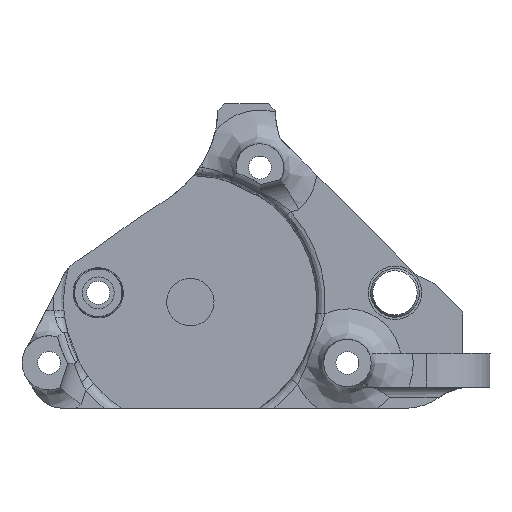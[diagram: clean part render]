
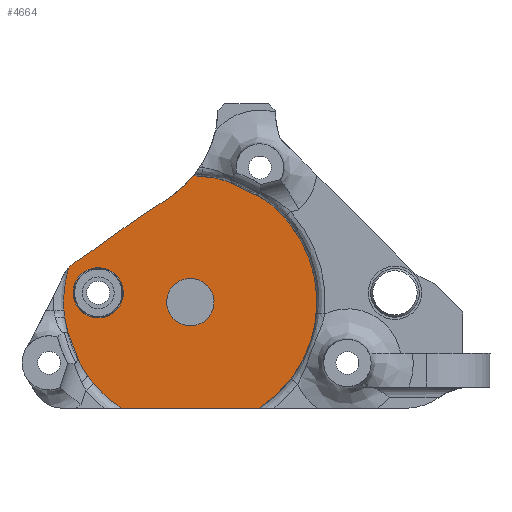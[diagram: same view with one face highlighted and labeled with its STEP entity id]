
A CAD part, front view. The second image highlights one B-rep face of the part: STEP entity #4664.
In plain terms, the highlighted planar face has unit normal (0, -1, 0).
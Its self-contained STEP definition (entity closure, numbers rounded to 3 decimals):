
#127=B_SPLINE_CURVE_WITH_KNOTS('',3,(#8362,#8363,#8364,#8365,#8366,#8367),
 .UNSPECIFIED.,.F.,.F.,(4,2,4),(0.119,0.17,0.234),
 .UNSPECIFIED.);
#129=B_SPLINE_CURVE_WITH_KNOTS('',3,(#8395,#8396,#8397,#8398),
 .UNSPECIFIED.,.F.,.F.,(4,4),(0.702,1.327),
 .UNSPECIFIED.);
#132=B_SPLINE_CURVE_WITH_KNOTS('',3,(#8439,#8440,#8441,#8442,#8443,#8444,
#8445,#8446,#8447,#8448),.UNSPECIFIED.,.F.,.F.,(4,2,2,2,4),(0.,0.083,
0.121,0.148,0.155),.UNSPECIFIED.);
#135=B_SPLINE_CURVE_WITH_KNOTS('',3,(#8489,#8490,#8491,#8492,#8493,#8494,
#8495,#8496,#8497,#8498,#8499,#8500,#8501,#8502,#8503,#8504,#8505,#8506,
#8507,#8508,#8509,#8510),.UNSPECIFIED.,.F.,.F.,(4,3,3,3,3,3,3,4),(0.,0.119,
0.239,0.359,0.455,0.487,
0.5,0.551),.UNSPECIFIED.);
#296=FACE_BOUND('',#873,.T.);
#297=FACE_BOUND('',#874,.T.);
#381=PLANE('',#5039);
#597=FACE_OUTER_BOUND('',#872,.T.);
#872=EDGE_LOOP('',(#3889,#3890,#3891,#3892,#3893,#3894,#3895,#3896,#3897,
#3898,#3899));
#873=EDGE_LOOP('',(#3900,#3901));
#874=EDGE_LOOP('',(#3902));
#1173=LINE('',#8516,#1515);
#1515=VECTOR('',#5880,10.);
#1797=CIRCLE('',#5014,18.7);
#1809=CIRCLE('',#5030,16.);
#1813=CIRCLE('',#5037,3.5);
#1814=CIRCLE('',#5038,3.5);
#1815=CIRCLE('',#5040,18.7);
#1816=CIRCLE('',#5041,191.5);
#1817=CIRCLE('',#5042,60.);
#1818=CIRCLE('',#5043,6.);
#1819=CIRCLE('',#5044,3.711);
#2130=VERTEX_POINT('',#8200);
#2135=VERTEX_POINT('',#8323);
#2138=VERTEX_POINT('',#8361);
#2140=VERTEX_POINT('',#8394);
#2143=VERTEX_POINT('',#8438);
#2146=VERTEX_POINT('',#8476);
#2147=VERTEX_POINT('',#8515);
#2181=VERTEX_POINT('',#8995);
#2182=VERTEX_POINT('',#8997);
#2191=VERTEX_POINT('',#9155);
#2192=VERTEX_POINT('',#9156);
#2193=VERTEX_POINT('',#9161);
#2194=VERTEX_POINT('',#9163);
#2195=VERTEX_POINT('',#9166);
#2724=EDGE_CURVE('',#2138,#2135,#127,.T.);
#2727=EDGE_CURVE('',#2140,#2138,#129,.T.);
#2731=EDGE_CURVE('',#2130,#2143,#132,.T.);
#2735=EDGE_CURVE('',#2143,#2146,#135,.T.);
#2737=EDGE_CURVE('',#2130,#2135,#1797,.T.);
#2738=EDGE_CURVE('',#2146,#2147,#1173,.T.);
#2783=EDGE_CURVE('',#2181,#2182,#1809,.T.);
#2798=EDGE_CURVE('',#2191,#2192,#1813,.T.);
#2799=EDGE_CURVE('',#2192,#2191,#1814,.T.);
#2800=EDGE_CURVE('',#2182,#2147,#1815,.T.);
#2801=EDGE_CURVE('',#2193,#2181,#1816,.T.);
#2802=EDGE_CURVE('',#2194,#2193,#1817,.T.);
#2803=EDGE_CURVE('',#2194,#2140,#1818,.T.);
#2804=EDGE_CURVE('',#2195,#2195,#1819,.T.);
#3889=ORIENTED_EDGE('',*,*,#2738,.T.);
#3890=ORIENTED_EDGE('',*,*,#2800,.F.);
#3891=ORIENTED_EDGE('',*,*,#2783,.F.);
#3892=ORIENTED_EDGE('',*,*,#2801,.F.);
#3893=ORIENTED_EDGE('',*,*,#2802,.F.);
#3894=ORIENTED_EDGE('',*,*,#2803,.T.);
#3895=ORIENTED_EDGE('',*,*,#2727,.T.);
#3896=ORIENTED_EDGE('',*,*,#2724,.T.);
#3897=ORIENTED_EDGE('',*,*,#2737,.F.);
#3898=ORIENTED_EDGE('',*,*,#2731,.T.);
#3899=ORIENTED_EDGE('',*,*,#2735,.T.);
#3900=ORIENTED_EDGE('',*,*,#2798,.F.);
#3901=ORIENTED_EDGE('',*,*,#2799,.F.);
#3902=ORIENTED_EDGE('',*,*,#2804,.F.);
#4664=ADVANCED_FACE('',(#597,#296,#297),#381,.T.);
#5014=AXIS2_PLACEMENT_3D('',#8513,#5876,#5877);
#5030=AXIS2_PLACEMENT_3D('',#8998,#5920,#5921);
#5037=AXIS2_PLACEMENT_3D('',#9157,#5938,#5939);
#5038=AXIS2_PLACEMENT_3D('',#9158,#5940,#5941);
#5039=AXIS2_PLACEMENT_3D('',#9159,#5942,#5943);
#5040=AXIS2_PLACEMENT_3D('',#9160,#5944,#5945);
#5041=AXIS2_PLACEMENT_3D('',#9162,#5946,#5947);
#5042=AXIS2_PLACEMENT_3D('',#9164,#5948,#5949);
#5043=AXIS2_PLACEMENT_3D('',#9165,#5950,#5951);
#5044=AXIS2_PLACEMENT_3D('',#9167,#5952,#5953);
#5876=DIRECTION('center_axis',(0.,1.,0.));
#5877=DIRECTION('ref_axis',(0.051,0.,-0.999));
#5880=DIRECTION('',(1.,0.,0.));
#5920=DIRECTION('center_axis',(0.,-1.,
0.));
#5921=DIRECTION('ref_axis',(0.892,0.,-0.451));
#5938=DIRECTION('center_axis',(0.,-1.,
0.));
#5939=DIRECTION('ref_axis',(0.051,0.,-0.999));
#5940=DIRECTION('center_axis',(0.,-1.,
0.));
#5941=DIRECTION('ref_axis',(0.051,0.,-0.999));
#5942=DIRECTION('center_axis',(0.,-1.,
0.));
#5943=DIRECTION('ref_axis',(0.051,0.,-0.999));
#5944=DIRECTION('center_axis',(0.,1.,0.));
#5945=DIRECTION('ref_axis',(0.051,0.,-0.999));
#5946=DIRECTION('center_axis',(0.,1.,0.));
#5947=DIRECTION('ref_axis',(-1.,0.,0.001));
#5948=DIRECTION('center_axis',(0.,-1.,
0.));
#5949=DIRECTION('ref_axis',(1.,0.,-0.001));
#5950=DIRECTION('center_axis',(0.,-1.,
0.));
#5951=DIRECTION('ref_axis',(0.844,0.,0.537));
#5952=DIRECTION('center_axis',(0.,-1.,
0.));
#5953=DIRECTION('ref_axis',(-0.068,0.,0.998));
#8200=CARTESIAN_POINT('',(-26.791,38.335,-1.931));
#8323=CARTESIAN_POINT('',(-30.098,38.335,6.467));
#8361=CARTESIAN_POINT('',(-30.233,38.335,7.748));
#8362=CARTESIAN_POINT('Ctrl Pts',(-30.233,38.335,7.748));
#8363=CARTESIAN_POINT('Ctrl Pts',(-30.222,38.335,7.561));
#8364=CARTESIAN_POINT('Ctrl Pts',(-30.206,38.335,7.377));
#8365=CARTESIAN_POINT('Ctrl Pts',(-30.16,38.335,6.943));
#8366=CARTESIAN_POINT('Ctrl Pts',(-30.134,38.335,6.74));
#8367=CARTESIAN_POINT('Ctrl Pts',(-30.098,38.335,6.467));
#8394=CARTESIAN_POINT('',(-29.591,38.335,13.913));
#8395=CARTESIAN_POINT('Ctrl Pts',(-29.591,38.335,13.913));
#8396=CARTESIAN_POINT('Ctrl Pts',(-30.145,38.335,11.913));
#8397=CARTESIAN_POINT('Ctrl Pts',(-30.363,38.335,9.82));
#8398=CARTESIAN_POINT('Ctrl Pts',(-30.233,38.335,7.748));
#8438=CARTESIAN_POINT('',(-25.867,38.335,-3.14));
#8439=CARTESIAN_POINT('Ctrl Pts',(-26.791,38.335,-1.931));
#8440=CARTESIAN_POINT('Ctrl Pts',(-26.63,38.335,-2.157));
#8441=CARTESIAN_POINT('Ctrl Pts',(-26.477,38.335,-2.368));
#8442=CARTESIAN_POINT('Ctrl Pts',(-26.236,38.335,-2.684));
#8443=CARTESIAN_POINT('Ctrl Pts',(-26.16,38.335,-2.782));
#8444=CARTESIAN_POINT('Ctrl Pts',(-26.026,38.335,-2.949));
#8445=CARTESIAN_POINT('Ctrl Pts',(-25.969,38.335,-3.018));
#8446=CARTESIAN_POINT('Ctrl Pts',(-25.897,38.335,-3.105));
#8447=CARTESIAN_POINT('Ctrl Pts',(-25.882,38.335,-3.123));
#8448=CARTESIAN_POINT('Ctrl Pts',(-25.867,38.335,-3.14));
#8476=CARTESIAN_POINT('',(-21.761,38.335,-6.768));
#8489=CARTESIAN_POINT('Ctrl Pts',(-25.867,38.335,-3.14));
#8490=CARTESIAN_POINT('Ctrl Pts',(-25.611,38.335,-3.444));
#8491=CARTESIAN_POINT('Ctrl Pts',(-25.346,38.335,-3.738));
#8492=CARTESIAN_POINT('Ctrl Pts',(-25.072,38.335,-4.024));
#8493=CARTESIAN_POINT('Ctrl Pts',(-24.796,38.335,-4.313));
#8494=CARTESIAN_POINT('Ctrl Pts',(-24.511,38.335,-4.592));
#8495=CARTESIAN_POINT('Ctrl Pts',(-24.217,38.335,-4.862));
#8496=CARTESIAN_POINT('Ctrl Pts',(-23.923,38.335,-5.132));
#8497=CARTESIAN_POINT('Ctrl Pts',(-23.621,38.335,-5.392));
#8498=CARTESIAN_POINT('Ctrl Pts',(-23.311,38.335,-5.642));
#8499=CARTESIAN_POINT('Ctrl Pts',(-23.062,38.335,-5.843));
#8500=CARTESIAN_POINT('Ctrl Pts',(-22.809,38.335,-6.037));
#8501=CARTESIAN_POINT('Ctrl Pts',(-22.551,38.335,-6.225));
#8502=CARTESIAN_POINT('Ctrl Pts',(-22.465,38.335,-6.287));
#8503=CARTESIAN_POINT('Ctrl Pts',(-22.378,38.335,-6.349));
#8504=CARTESIAN_POINT('Ctrl Pts',(-22.291,38.335,-6.41));
#8505=CARTESIAN_POINT('Ctrl Pts',(-22.255,38.335,-6.435));
#8506=CARTESIAN_POINT('Ctrl Pts',(-22.219,38.335,-6.46));
#8507=CARTESIAN_POINT('Ctrl Pts',(-22.183,38.335,-6.485));
#8508=CARTESIAN_POINT('Ctrl Pts',(-22.044,38.335,-6.581));
#8509=CARTESIAN_POINT('Ctrl Pts',(-21.903,38.335,-6.675));
#8510=CARTESIAN_POINT('Ctrl Pts',(-21.761,38.335,-6.768));
#8513=CARTESIAN_POINT('Origin',(-11.559,38.335,8.917));
#8515=CARTESIAN_POINT('',(-1.377,38.335,-6.768));
#8516=CARTESIAN_POINT('',(-20.948,38.335,-6.768));
#8995=CARTESIAN_POINT('',(-14.85,38.335,24.234));
#8997=CARTESIAN_POINT('',(-11.062,38.335,27.611));
#8998=CARTESIAN_POINT('Origin',(-23.468,38.335,37.715));
#9155=CARTESIAN_POINT('',(-11.736,38.335,12.413));
#9156=CARTESIAN_POINT('',(-8.064,38.336,9.094));
#9157=CARTESIAN_POINT('Origin',(-11.559,38.335,8.917));
#9158=CARTESIAN_POINT('Origin',(-11.559,38.335,8.917));
#9159=CARTESIAN_POINT('Origin',(-11.559,38.335,8.917));
#9160=CARTESIAN_POINT('Origin',(-11.559,38.335,8.917));
#9161=CARTESIAN_POINT('',(-25.012,38.335,17.268));
#9162=CARTESIAN_POINT('Origin',(88.294,38.335,-137.115));
#9163=CARTESIAN_POINT('',(-28.304,38.335,15.016));
#9164=CARTESIAN_POINT('Origin',(-60.512,38.335,65.638));
#9165=CARTESIAN_POINT('Origin',(-25.083,38.335,9.953));
#9166=CARTESIAN_POINT('',(-24.916,38.335,6.591));
#9167=CARTESIAN_POINT('Origin',(-25.168,38.335,10.293));
